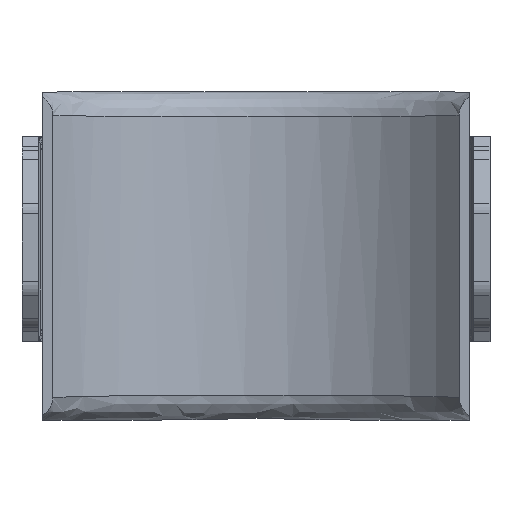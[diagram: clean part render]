
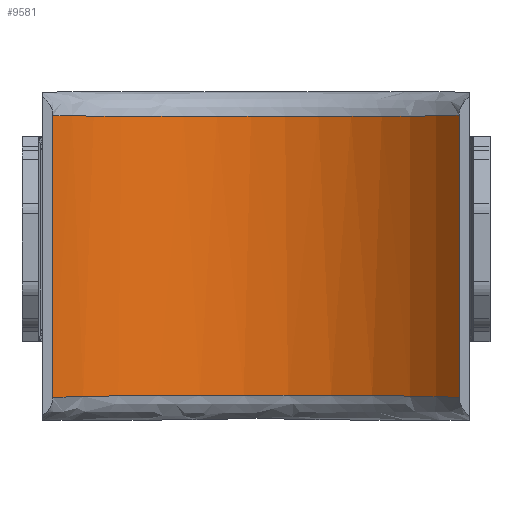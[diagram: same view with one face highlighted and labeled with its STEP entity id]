
A CAD part, front view. The second image highlights one B-rep face of the part: STEP entity #9581.
In plain terms, the highlighted cylindrical face has radius 31.5 mm (diameter 63 mm), a partial arc.
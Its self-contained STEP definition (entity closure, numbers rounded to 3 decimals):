
#61 = LINE ( 'NONE', #6419, #12179 ) ;
#506 = EDGE_CURVE ( 'NONE', #10645, #13163, #8897, .T. ) ;
#743 = VECTOR ( 'NONE', #2696, 1000. ) ;
#756 = FACE_OUTER_BOUND ( 'NONE', #3601, .T. ) ;
#916 = CARTESIAN_POINT ( 'NONE',  ( -8.193, -1.061, 17. ) ) ;
#1381 = CARTESIAN_POINT ( 'NONE',  ( -12.68, -2.641, -17.007 ) ) ;
#1403 = ORIENTED_EDGE ( 'NONE', *, *, #3134, .T. ) ;
#1510 = CARTESIAN_POINT ( 'NONE',  ( -2.399, -0.001, -16.999 ) ) ;
#1723 = CARTESIAN_POINT ( 'NONE',  ( -21.588, -8.437, 17.083 ) ) ;
#1859 = CARTESIAN_POINT ( 'NONE',  ( 4.742, -0.336, 16.999 ) ) ;
#1925 = CARTESIAN_POINT ( 'NONE',  ( 14.812, -3.675, 17.015 ) ) ;
#2093 = CARTESIAN_POINT ( 'NONE',  ( 20.66, -7.692, -17.07 ) ) ;
#2218 = CARTESIAN_POINT ( 'NONE',  ( 11.614, -2.123, -17.003 ) ) ;
#2559 = CARTESIAN_POINT ( 'NONE',  ( 24.739, -12., 20. ) ) ;
#2661 = CARTESIAN_POINT ( 'NONE',  ( -9.332, -1.39, 17.001 ) ) ;
#2696 = DIRECTION ( 'NONE',  ( 0., 0., -1. ) ) ;
#2705 = CARTESIAN_POINT ( 'NONE',  ( -17.862, -5.444, -17.032 ) ) ;
#3134 = EDGE_CURVE ( 'NONE', #13234, #4390, #11116, .T. ) ;
#3524 = LINE ( 'NONE', #2559, #743 ) ;
#3601 = EDGE_LOOP ( 'NONE', ( #4254, #1403, #7252, #4959 ) ) ;
#3686 = CARTESIAN_POINT ( 'NONE',  ( 5.924, -0.539, 16.999 ) ) ;
#3728 = CYLINDRICAL_SURFACE ( 'NONE', #8601, 31.5 ) ;
#3756 = CARTESIAN_POINT ( 'NONE',  ( 11.614, -2.123, 17.003 ) ) ;
#3824 = CARTESIAN_POINT ( 'NONE',  ( 24.739, -12., 17.175 ) ) ;
#3891 = CARTESIAN_POINT ( 'NONE',  ( 2.376, -0.067, 16.999 ) ) ;
#4135 = CARTESIAN_POINT ( 'NONE',  ( 18.824, -6.216, -17.045 ) ) ;
#4254 = ORIENTED_EDGE ( 'NONE', *, *, #4763, .T. ) ;
#4390 = VERTEX_POINT ( 'NONE', #5765 ) ;
#4560 = CARTESIAN_POINT ( 'NONE',  ( -23.259, -10.123, -17.119 ) ) ;
#4626 = CARTESIAN_POINT ( 'NONE',  ( 1.186, 0., -16.999 ) ) ;
#4763 = EDGE_CURVE ( 'NONE', #13163, #13234, #61, .T. ) ;
#4914 = CARTESIAN_POINT ( 'NONE',  ( 23.999, -11.062, 17.147 ) ) ;
#4959 = ORIENTED_EDGE ( 'NONE', *, *, #506, .T. ) ;
#4981 = CARTESIAN_POINT ( 'NONE',  ( -2.399, -0.001, 16.999 ) ) ;
#5052 = CARTESIAN_POINT ( 'NONE',  ( -12.68, -2.641, 17.007 ) ) ;
#5230 = CARTESIAN_POINT ( 'NONE',  ( 15.861, -4.259, -17.021 ) ) ;
#5297 = CARTESIAN_POINT ( 'NONE',  ( 14.812, -3.675, -17.015 ) ) ;
#5518 = CARTESIAN_POINT ( 'NONE',  ( -11.586, -2.184, -17.005 ) ) ;
#5703 = CARTESIAN_POINT ( 'NONE',  ( -24.739, -12., -17.175 ) ) ;
#5765 = CARTESIAN_POINT ( 'NONE',  ( 24.739, -12., -17.175 ) ) ;
#5809 = CARTESIAN_POINT ( 'NONE',  ( 20.66, -7.692, 17.07 ) ) ;
#6070 = CARTESIAN_POINT ( 'NONE',  ( 17.865, -5.529, 17.036 ) ) ;
#6314 = CARTESIAN_POINT ( 'NONE',  ( -24.739, -12., 17.175 ) ) ;
#6419 = CARTESIAN_POINT ( 'NONE',  ( -24.739, -12., 20. ) ) ;
#6724 = CARTESIAN_POINT ( 'NONE',  ( -24.739, -12., -17.175 ) ) ;
#6741 = EDGE_CURVE ( 'NONE', #10645, #4390, #3524, .T. ) ;
#7252 = ORIENTED_EDGE ( 'NONE', *, *, #6741, .F. ) ;
#7662 = CARTESIAN_POINT ( 'NONE',  ( -21.588, -8.437, -17.083 ) ) ;
#7813 = CARTESIAN_POINT ( 'NONE',  ( -23.259, -10.123, 17.119 ) ) ;
#7855 = CARTESIAN_POINT ( 'NONE',  ( 0., -31.5, 20. ) ) ;
#8013 = CARTESIAN_POINT ( 'NONE',  ( 23.205, -10.165, 17.124 ) ) ;
#8055 = DIRECTION ( 'NONE',  ( 0., 0., -1. ) ) ;
#8081 = CARTESIAN_POINT ( 'NONE',  ( 21.536, -8.482, 17.085 ) ) ;
#8330 = CARTESIAN_POINT ( 'NONE',  ( 24.739, -12., -17.175 ) ) ;
#8465 = CARTESIAN_POINT ( 'NONE',  ( 21.536, -8.482, -17.085 ) ) ;
#8601 = AXIS2_PLACEMENT_3D ( 'NONE', #7855, #8055, #10996 ) ;
#8756 = CARTESIAN_POINT ( 'NONE',  ( 4.742, -0.336, -16.999 ) ) ;
#8897 = B_SPLINE_CURVE_WITH_KNOTS ( 'NONE', 3,
 ( #3824, #4914, #8013, #8081, #5809, #9934, #6070, #11157, #1925, #3756, #13186, #3686, #1859, #3891, #10132, #4981, #11219, #916, #2661, #10202, #5052, #10069, #12988, #1723, #7813, #11963 ),
 .UNSPECIFIED., .F., .F.,
 ( 4, 2, 2, 2, 2, 2, 2, 2, 2, 2, 2, 2, 4 ),
 ( 0., 0.004, 0.007, 0.011, 0.014, 0.022, 0.025, 0.029, 0.036, 0.039, 0.043, 0.05, 0.057 ),
 .UNSPECIFIED. ) ;
#9581 = ADVANCED_FACE ( 'NONE', ( #756 ), #3728, .F. ) ;
#9645 = CARTESIAN_POINT ( 'NONE',  ( -4.743, -0.27, -16.999 ) ) ;
#9776 = CARTESIAN_POINT ( 'NONE',  ( 2.376, -0.067, -16.999 ) ) ;
#9840 = CARTESIAN_POINT ( 'NONE',  ( 9.392, -1.339, -17.001 ) ) ;
#9934 = CARTESIAN_POINT ( 'NONE',  ( 18.824, -6.216, 17.045 ) ) ;
#10069 = CARTESIAN_POINT ( 'NONE',  ( -15.865, -4.185, 17.019 ) ) ;
#10132 = CARTESIAN_POINT ( 'NONE',  ( 1.186, 0., 16.999 ) ) ;
#10202 = CARTESIAN_POINT ( 'NONE',  ( -11.586, -2.184, 17.005 ) ) ;
#10279 = CARTESIAN_POINT ( 'NONE',  ( 24.739, -12., 17.175 ) ) ;
#10491 = DIRECTION ( 'NONE',  ( 0., 0., -1. ) ) ;
#10645 = VERTEX_POINT ( 'NONE', #10279 ) ;
#10797 = CARTESIAN_POINT ( 'NONE',  ( -9.332, -1.39, -17.001 ) ) ;
#10862 = CARTESIAN_POINT ( 'NONE',  ( -8.193, -1.061, -17. ) ) ;
#10996 = DIRECTION ( 'NONE',  ( -1., 0., 0. ) ) ;
#11116 = B_SPLINE_CURVE_WITH_KNOTS ( 'NONE', 3,
 ( #6724, #4560, #7662, #2705, #11810, #1381, #5518, #10797, #10862, #9645, #1510, #4626, #9776, #8756, #12898, #9840, #2218, #5297, #5230, #11329, #4135, #2093, #8465, #12600, #12466, #8330 ),
 .UNSPECIFIED., .F., .F.,
 ( 4, 2, 2, 2, 2, 2, 2, 2, 2, 2, 2, 2, 4 ),
 ( 0., 0.007, 0.014, 0.018, 0.021, 0.028, 0.032, 0.036, 0.043, 0.046, 0.05, 0.053, 0.057 ),
 .UNSPECIFIED. ) ;
#11157 = CARTESIAN_POINT ( 'NONE',  ( 15.861, -4.259, 17.021 ) ) ;
#11219 = CARTESIAN_POINT ( 'NONE',  ( -4.743, -0.27, 16.999 ) ) ;
#11329 = CARTESIAN_POINT ( 'NONE',  ( 17.865, -5.529, -17.036 ) ) ;
#11810 = CARTESIAN_POINT ( 'NONE',  ( -15.865, -4.185, -17.019 ) ) ;
#11963 = CARTESIAN_POINT ( 'NONE',  ( -24.739, -12., 17.175 ) ) ;
#12179 = VECTOR ( 'NONE', #10491, 1000. ) ;
#12466 = CARTESIAN_POINT ( 'NONE',  ( 23.999, -11.062, -17.147 ) ) ;
#12600 = CARTESIAN_POINT ( 'NONE',  ( 23.205, -10.165, -17.124 ) ) ;
#12898 = CARTESIAN_POINT ( 'NONE',  ( 5.924, -0.539, -16.999 ) ) ;
#12988 = CARTESIAN_POINT ( 'NONE',  ( -17.862, -5.444, 17.032 ) ) ;
#13163 = VERTEX_POINT ( 'NONE', #6314 ) ;
#13186 = CARTESIAN_POINT ( 'NONE',  ( 9.392, -1.339, 17.001 ) ) ;
#13234 = VERTEX_POINT ( 'NONE', #5703 ) ;
